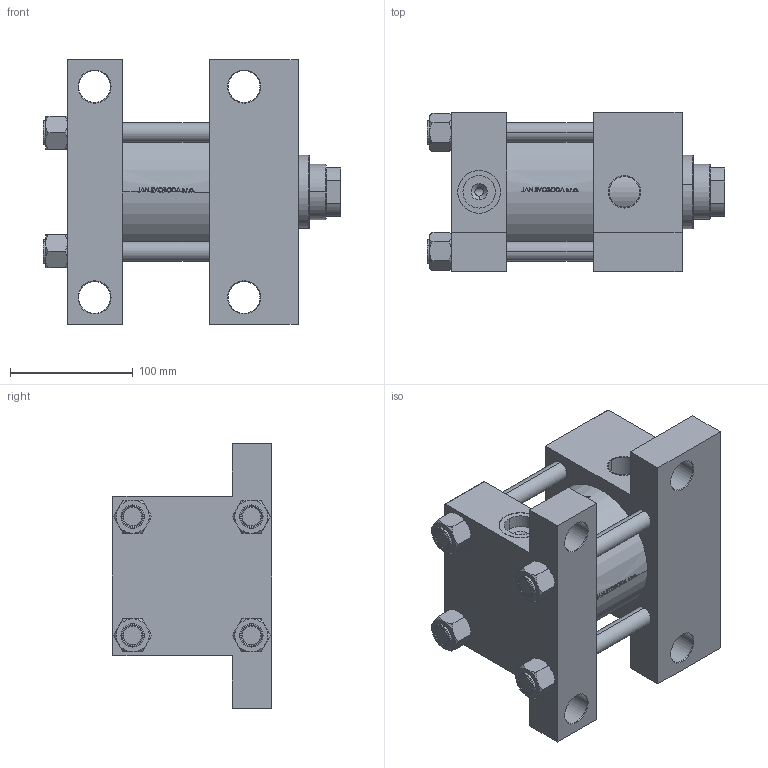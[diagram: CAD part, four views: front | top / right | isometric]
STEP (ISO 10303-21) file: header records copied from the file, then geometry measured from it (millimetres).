
FILE_DESCRIPTION (( 'STEP AP203' ), '1' );
FILE_NAME ('49c7.STEP', '2022-12-03T08:12:49', ( '' ), ( '' ), 'SwSTEP 2.0', 'SolidWorks 2019', '' );
FILE_SCHEMA (( 'CONFIG_CONTROL_DESIGN' ));
Length unit declared in the file: millimetre
Products named in the file (6): 49c7; V215CD_G_TYCINKA e2620797b6f1f074e006916ec3d8f50b; V215CD_NUT_M5_G e2620797b6f1f074e006916ec3d8f50b; V215CD_VC_G e2620797b6f1f074e006916ec3d8f50b; V215CD_G_Body e2620797b6f1f074e006916ec3d8f50b; V215CD_VCP_G e2620797b6f1f074e006916ec3d8f50b
Assembly tree (11 placements, depth 2):
  49c7
    V215CD_G_Body e2620797b6f1f074e006916ec3d8f50b
    V215CD_VC_G e2620797b6f1f074e006916ec3d8f50b
    V215CD_VCP_G e2620797b6f1f074e006916ec3d8f50b
    V215CD_G_TYCINKA e2620797b6f1f074e006916ec3d8f50b  x4
    V215CD_NUT_M5_G e2620797b6f1f074e006916ec3d8f50b  x4
Bounding box: 243 x 130 x 216 mm (x, y, z)
Volume: 2703332.9 mm3; surface area: 357754.8 mm2
Topology: 11 solids, 11 shells, 1135 faces, 2898 edges, 1867 vertices
Faces by surface type: plane 478, bspline 380, cone 144, cylinder 125, torus 8
Entity records: 47844 total; most frequent: CARTESIAN_POINT 25951, ORIENTED_EDGE 5060, DIRECTION 3108, EDGE_CURVE 2530, VERTEX_POINT 1645, VECTOR 1316, LINE 1316, EDGE_LOOP 1081
